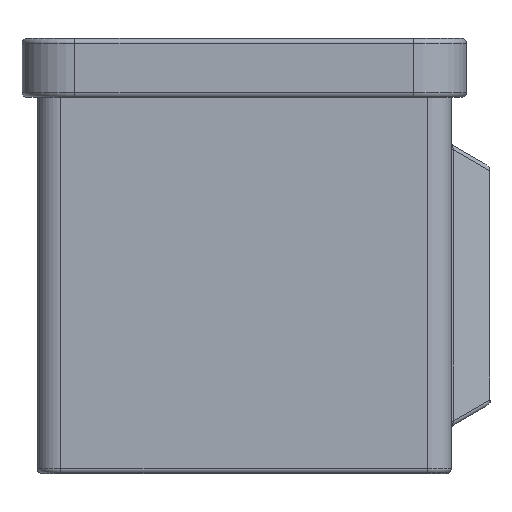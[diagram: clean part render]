
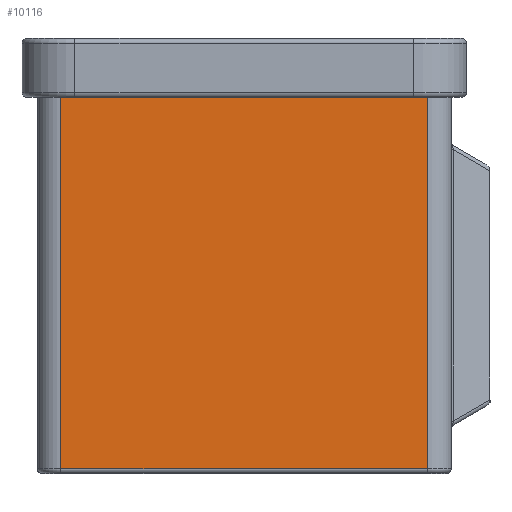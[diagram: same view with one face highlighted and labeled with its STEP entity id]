
A CAD part, left-side view. The second image highlights one B-rep face of the part: STEP entity #10116.
In plain terms, the highlighted planar face has unit normal (-1, 0, 0).
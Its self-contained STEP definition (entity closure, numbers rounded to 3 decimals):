
#570 = VECTOR ( 'NONE', #10775, 1000. ) ;
#1049 = PLANE ( 'NONE',  #9785 ) ;
#1116 = LINE ( 'NONE', #12806, #12464 ) ;
#1864 = CARTESIAN_POINT ( 'NONE',  ( -45.125, -15.6, -5. ) ) ;
#2068 = EDGE_CURVE ( 'NONE', #8894, #3372, #4316, .T. ) ;
#2997 = CARTESIAN_POINT ( 'NONE',  ( -45.125, 15.6, -5. ) ) ;
#3372 = VERTEX_POINT ( 'NONE', #2997 ) ;
#3629 = LINE ( 'NONE', #13837, #5875 ) ;
#4316 = LINE ( 'NONE', #12111, #6353 ) ;
#4864 = DIRECTION ( 'NONE',  ( 1., 0., 0. ) ) ;
#5610 = ORIENTED_EDGE ( 'NONE', *, *, #9181, .F. ) ;
#5655 = EDGE_CURVE ( 'NONE', #12832, #8894, #1116, .T. ) ;
#5875 = VECTOR ( 'NONE', #13923, 1000. ) ;
#6353 = VECTOR ( 'NONE', #10898, 1000. ) ;
#6405 = DIRECTION ( 'NONE',  ( 0., 0., 1. ) ) ;
#6776 = CARTESIAN_POINT ( 'NONE',  ( -45.125, 15.6, -36.6 ) ) ;
#7470 = FACE_OUTER_BOUND ( 'NONE', #10334, .T. ) ;
#7561 = ORIENTED_EDGE ( 'NONE', *, *, #2068, .T. ) ;
#8334 = CARTESIAN_POINT ( 'NONE',  ( -45.125, 15.6, -37. ) ) ;
#8774 = DIRECTION ( 'NONE',  ( 0., 0., -1. ) ) ;
#8894 = VERTEX_POINT ( 'NONE', #1864 ) ;
#9181 = EDGE_CURVE ( 'NONE', #10315, #3372, #14821, .T. ) ;
#9785 = AXIS2_PLACEMENT_3D ( 'NONE', #12916, #4864, #8774 ) ;
#10116 = ADVANCED_FACE ( 'NONE', ( #7470 ), #1049, .F. ) ;
#10315 = VERTEX_POINT ( 'NONE', #6776 ) ;
#10334 = EDGE_LOOP ( 'NONE', ( #5610, #14301, #15778, #7561 ) ) ;
#10775 = DIRECTION ( 'NONE',  ( 0., 0., 1. ) ) ;
#10898 = DIRECTION ( 'NONE',  ( 0., 1., 0. ) ) ;
#12111 = CARTESIAN_POINT ( 'NONE',  ( -45.125, -15.6, -5. ) ) ;
#12464 = VECTOR ( 'NONE', #6405, 1000. ) ;
#12806 = CARTESIAN_POINT ( 'NONE',  ( -45.125, -15.6, -37. ) ) ;
#12832 = VERTEX_POINT ( 'NONE', #14048 ) ;
#12916 = CARTESIAN_POINT ( 'NONE',  ( -45.125, -15.6, -37. ) ) ;
#13837 = CARTESIAN_POINT ( 'NONE',  ( -45.125, -15.6, -36.6 ) ) ;
#13923 = DIRECTION ( 'NONE',  ( 0., -1., 0. ) ) ;
#14048 = CARTESIAN_POINT ( 'NONE',  ( -45.125, -15.6, -36.6 ) ) ;
#14301 = ORIENTED_EDGE ( 'NONE', *, *, #17040, .T. ) ;
#14821 = LINE ( 'NONE', #8334, #570 ) ;
#15778 = ORIENTED_EDGE ( 'NONE', *, *, #5655, .T. ) ;
#17040 = EDGE_CURVE ( 'NONE', #10315, #12832, #3629, .T. ) ;
